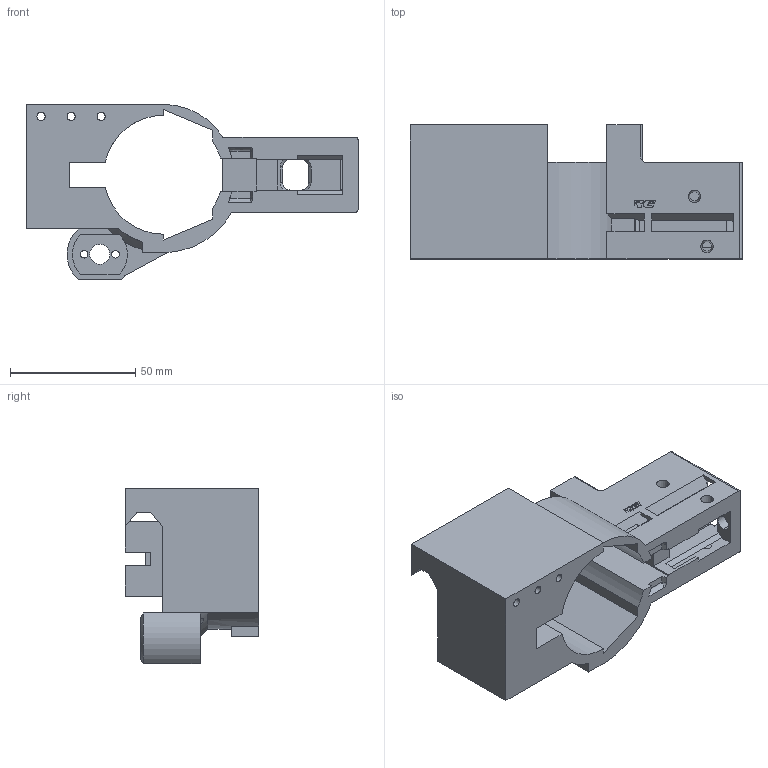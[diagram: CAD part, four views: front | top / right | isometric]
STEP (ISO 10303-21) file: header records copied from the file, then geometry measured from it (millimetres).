
FILE_DESCRIPTION (( 'STEP AP214' ), '1' );
FILE_NAME ('OFD_FLYCORE_VORT_V1_NO_DETENT.STEP', '2023-08-24T03:14:50', ( '' ), ( '' ), 'SwSTEP 2.0', 'SolidWorks 2023', '' );
FILE_SCHEMA (( 'AUTOMOTIVE_DESIGN' ));
Length unit declared in the file: millimetre
Products named in the file (1): OFD_FLYCORE_VORT_V1_NO_DETENT
Bounding box: 132.59 x 53.5 x 69.94 mm (x, y, z)
Volume: 134680.7 mm3; surface area: 42554.5 mm2
Topology: 1 solids, 1 shells, 295 faces, 845 edges, 554 vertices
Faces by surface type: plane 172, cylinder 68, bspline 34, cone 21
Entity records: 10666 total; most frequent: CARTESIAN_POINT 3032, ORIENTED_EDGE 1690, DIRECTION 1435, EDGE_CURVE 845, VECTOR 585, LINE 585, VERTEX_POINT 554, AXIS2_PLACEMENT_3D 425
